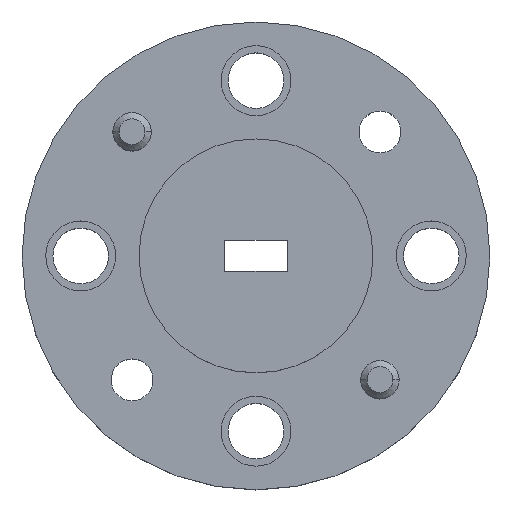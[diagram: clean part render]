
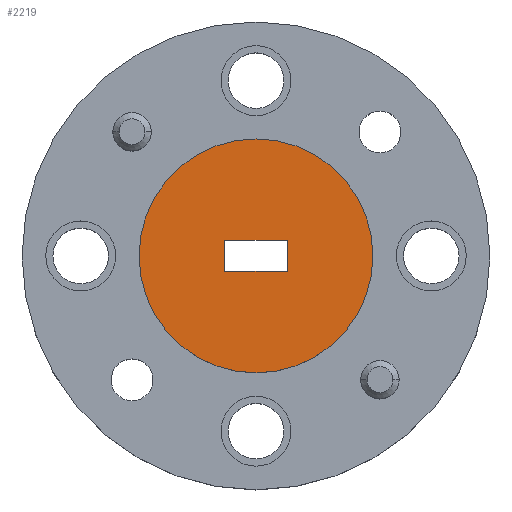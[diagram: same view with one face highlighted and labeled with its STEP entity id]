
A CAD part, top view. The second image highlights one B-rep face of the part: STEP entity #2219.
In plain terms, the highlighted planar face has unit normal (0, 0, 1).
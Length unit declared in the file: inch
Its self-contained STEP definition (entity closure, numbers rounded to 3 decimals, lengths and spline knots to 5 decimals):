
#107 = CARTESIAN_POINT ( 'NONE',  ( -0.1875, 0., 0.037 ) ) ;
#112 = DIRECTION ( 'NONE',  ( -1., 0., 0. ) ) ;
#113 = CARTESIAN_POINT ( 'NONE',  ( 0.05, -0.025, 0.037 ) ) ;
#120 = DIRECTION ( 'NONE',  ( 0., 0., 1. ) ) ;
#149 = LINE ( 'NONE', #624, #1198 ) ;
#297 = ORIENTED_EDGE ( 'NONE', *, *, #403, .T. ) ;
#322 = EDGE_CURVE ( 'NONE', #1293, #1291, #1306, .T. ) ;
#325 = CARTESIAN_POINT ( 'NONE',  ( -0.05, 0.025, 0.037 ) ) ;
#366 = CARTESIAN_POINT ( 'NONE',  ( -0.05, 0.025, 0.037 ) ) ;
#390 = DIRECTION ( 'NONE',  ( 1., 0., 0. ) ) ;
#403 = EDGE_CURVE ( 'NONE', #642, #1516, #1364, .T. ) ;
#491 = ORIENTED_EDGE ( 'NONE', *, *, #2846, .T. ) ;
#577 = VECTOR ( 'NONE', #2113, 39.37008 ) ;
#624 = CARTESIAN_POINT ( 'NONE',  ( 0.05, -0.025, 0.037 ) ) ;
#642 = VERTEX_POINT ( 'NONE', #107 ) ;
#742 = PLANE ( 'NONE',  #2460 ) ;
#828 = DIRECTION ( 'NONE',  ( 0., 0., 1. ) ) ;
#965 = AXIS2_PLACEMENT_3D ( 'NONE', #2354, #120, #390 ) ;
#1007 = DIRECTION ( 'NONE',  ( 1., 0., 0. ) ) ;
#1025 = VERTEX_POINT ( 'NONE', #2063 ) ;
#1069 = EDGE_CURVE ( 'NONE', #1025, #1293, #2057, .T. ) ;
#1078 = CARTESIAN_POINT ( 'NONE',  ( 0., 0., 0.037 ) ) ;
#1108 = DIRECTION ( 'NONE',  ( 0., -1., 0. ) ) ;
#1174 = EDGE_CURVE ( 'NONE', #2196, #1025, #149, .T. ) ;
#1185 = FACE_OUTER_BOUND ( 'NONE', #1236, .T. ) ;
#1198 = VECTOR ( 'NONE', #1952, 39.37008 ) ;
#1236 = EDGE_LOOP ( 'NONE', ( #297, #491 ) ) ;
#1265 = EDGE_CURVE ( 'NONE', #1291, #2196, #1487, .T. ) ;
#1291 = VERTEX_POINT ( 'NONE', #2568 ) ;
#1293 = VERTEX_POINT ( 'NONE', #366 ) ;
#1306 = LINE ( 'NONE', #1970, #1315 ) ;
#1315 = VECTOR ( 'NONE', #1108, 39.37008 ) ;
#1328 = ORIENTED_EDGE ( 'NONE', *, *, #322, .F. ) ;
#1364 = CIRCLE ( 'NONE', #1635, 0.1875 ) ;
#1416 = CARTESIAN_POINT ( 'NONE',  ( 0., 0., 0.037 ) ) ;
#1487 = LINE ( 'NONE', #2392, #577 ) ;
#1516 = VERTEX_POINT ( 'NONE', #2801 ) ;
#1626 = ORIENTED_EDGE ( 'NONE', *, *, #1174, .F. ) ;
#1635 = AXIS2_PLACEMENT_3D ( 'NONE', #1078, #828, #2601 ) ;
#1952 = DIRECTION ( 'NONE',  ( 0., 1., 0. ) ) ;
#1970 = CARTESIAN_POINT ( 'NONE',  ( -0.05, -0.025, 0.037 ) ) ;
#2057 = LINE ( 'NONE', #325, #2357 ) ;
#2063 = CARTESIAN_POINT ( 'NONE',  ( 0.05, 0.025, 0.037 ) ) ;
#2084 = DIRECTION ( 'NONE',  ( 0., 0., 1. ) ) ;
#2113 = DIRECTION ( 'NONE',  ( 1., 0., 0. ) ) ;
#2180 = ORIENTED_EDGE ( 'NONE', *, *, #1069, .F. ) ;
#2196 = VERTEX_POINT ( 'NONE', #113 ) ;
#2219 = ADVANCED_FACE ( 'NONE', ( #2723, #1185 ), #742, .T. ) ;
#2354 = CARTESIAN_POINT ( 'NONE',  ( 0., 0., 0.037 ) ) ;
#2357 = VECTOR ( 'NONE', #112, 39.37008 ) ;
#2392 = CARTESIAN_POINT ( 'NONE',  ( -0.05, -0.025, 0.037 ) ) ;
#2460 = AXIS2_PLACEMENT_3D ( 'NONE', #1416, #2084, #1007 ) ;
#2568 = CARTESIAN_POINT ( 'NONE',  ( -0.05, -0.025, 0.037 ) ) ;
#2589 = ORIENTED_EDGE ( 'NONE', *, *, #1265, .F. ) ;
#2601 = DIRECTION ( 'NONE',  ( 1., 0., 0. ) ) ;
#2723 = FACE_BOUND ( 'NONE', #2745, .T. ) ;
#2745 = EDGE_LOOP ( 'NONE', ( #1626, #2589, #1328, #2180 ) ) ;
#2760 = CIRCLE ( 'NONE', #965, 0.1875 ) ;
#2801 = CARTESIAN_POINT ( 'NONE',  ( 0.1875, 0., 0.037 ) ) ;
#2846 = EDGE_CURVE ( 'NONE', #1516, #642, #2760, .T. ) ;
